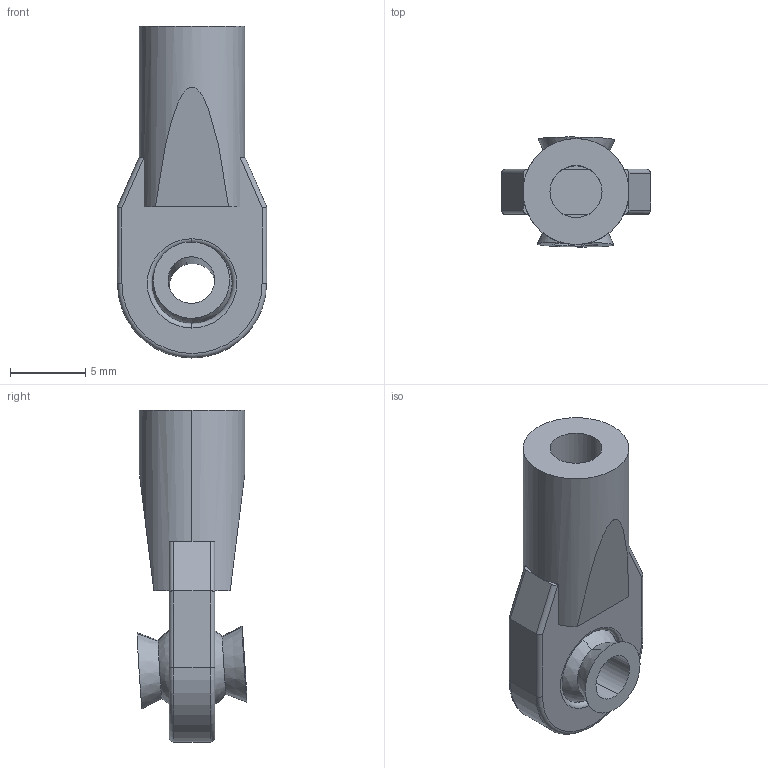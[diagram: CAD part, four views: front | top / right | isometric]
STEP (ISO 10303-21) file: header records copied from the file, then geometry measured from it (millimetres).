
FILE_DESCRIPTION (( 'STEP AP203' ), '1' );
FILE_NAME ('Traxxas_5347.step', '2016-03-08T04:38:58', ( '' ), ( '' ), 'SwSTEP 2.0', 'SolidWorks 2015', '' );
FILE_SCHEMA (( 'CONFIG_CONTROL_DESIGN' ));
Length unit declared in the file: millimetre
Products named in the file (3): connector^Traxxas_5347; ball^Traxxas_5347; Traxxas_5347
Assembly tree (2 placements, depth 2):
  Traxxas_5347
    connector^Traxxas_5347
    ball^Traxxas_5347
Bounding box: 9.91 x 7.3 x 22.05 mm (x, y, z)
Volume: 660.5 mm3; surface area: 903.6 mm2
Topology: 2 solids, 2 shells, 54 faces, 132 edges, 81 vertices
Faces by surface type: plane 23, cylinder 19, torus 6, cone 4, sphere 2
Entity records: 1859 total; most frequent: CARTESIAN_POINT 297, DIRECTION 289, ORIENTED_EDGE 254, EDGE_CURVE 127, AXIS2_PLACEMENT_3D 114, VERTEX_POINT 78, VECTOR 61, LINE 61
